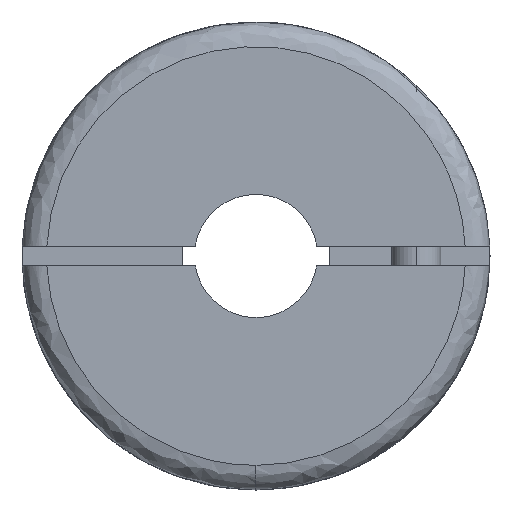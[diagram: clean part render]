
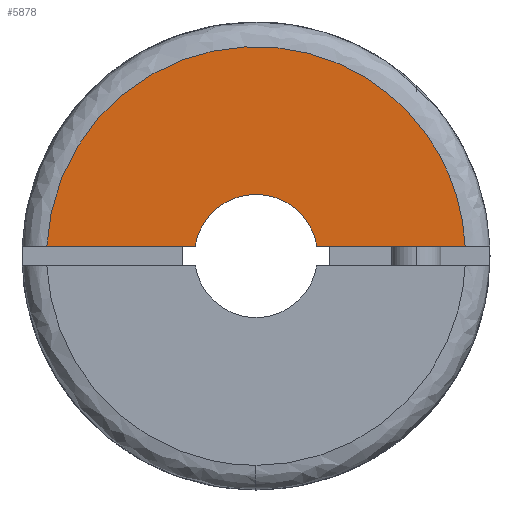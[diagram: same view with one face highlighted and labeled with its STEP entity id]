
A CAD part, left-side view. The second image highlights one B-rep face of the part: STEP entity #5878.
In plain terms, the highlighted planar face has unit normal (-1, 0, 0).
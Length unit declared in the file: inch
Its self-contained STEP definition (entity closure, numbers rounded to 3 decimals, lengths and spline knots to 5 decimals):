
#131 = CARTESIAN_POINT ( 'NONE',  ( 0., 0.37402, 0.01575 ) ) ;
#179 = LINE ( 'NONE', #4672, #1960 ) ;
#213 = ORIENTED_EDGE ( 'NONE', *, *, #2697, .T. ) ;
#753 = CIRCLE ( 'NONE', #5741, 0.09843 ) ;
#835 = CARTESIAN_POINT ( 'NONE',  ( 0., 0.33465, 0. ) ) ;
#923 = CARTESIAN_POINT ( 'NONE',  ( 0., 0., 0. ) ) ;
#951 = AXIS2_PLACEMENT_3D ( 'NONE', #3689, #3722, #2253 ) ;
#972 = LINE ( 'NONE', #131, #4748 ) ;
#1373 = DIRECTION ( 'NONE',  ( 1., 0., 0. ) ) ;
#1569 = CARTESIAN_POINT ( 'NONE',  ( 0., 0.09716, 0.01575 ) ) ;
#1960 = VECTOR ( 'NONE', #3264, 39.37008 ) ;
#2114 = FACE_OUTER_BOUND ( 'NONE', #2760, .T. ) ;
#2253 = DIRECTION ( 'NONE',  ( 0., 0., 1. ) ) ;
#2343 = ORIENTED_EDGE ( 'NONE', *, *, #2989, .T. ) ;
#2387 = ORIENTED_EDGE ( 'NONE', *, *, #5833, .F. ) ;
#2478 = VERTEX_POINT ( 'NONE', #1569 ) ;
#2669 = CARTESIAN_POINT ( 'NONE',  ( 0., -0.33427, 0.01575 ) ) ;
#2697 = EDGE_CURVE ( 'NONE', #5534, #3824, #3830, .T. ) ;
#2760 = EDGE_LOOP ( 'NONE', ( #2343, #213, #3875, #2387, #3674 ) ) ;
#2989 = EDGE_CURVE ( 'NONE', #2478, #5534, #753, .T. ) ;
#3080 = CARTESIAN_POINT ( 'NONE',  ( 0., 0.33427, 0.01575 ) ) ;
#3136 = CARTESIAN_POINT ( 'NONE',  ( 0., 0.30552, 0.62611 ) ) ;
#3191 = DIRECTION ( 'NONE',  ( 0., 0., 1. ) ) ;
#3264 = DIRECTION ( 'NONE',  ( 0., 1., 0. ) ) ;
#3669 = CARTESIAN_POINT ( 'NONE',  ( 0., -0.09716, 0.01575 ) ) ;
#3674 = ORIENTED_EDGE ( 'NONE', *, *, #4357, .F. ) ;
#3689 = CARTESIAN_POINT ( 'NONE',  ( 0., 0., 0. ) ) ;
#3722 = DIRECTION ( 'NONE',  ( 1., 0., 0. ) ) ;
#3824 = VERTEX_POINT ( 'NONE', #3669 ) ;
#3830 = CIRCLE ( 'NONE', #951, 0.09843 ) ;
#3875 = ORIENTED_EDGE ( 'NONE', *, *, #5206, .F. ) ;
#4020 = VERTEX_POINT ( 'NONE', #5728 ) ;
#4357 = EDGE_CURVE ( 'NONE', #2478, #5009, #179, .T. ) ;
#4569 = AXIS2_PLACEMENT_3D ( 'NONE', #835, #4907, #4933 ) ;
#4672 = CARTESIAN_POINT ( 'NONE',  ( 0., 0.37402, 0.01575 ) ) ;
#4748 = VECTOR ( 'NONE', #5585, 39.37008 ) ;
#4907 = DIRECTION ( 'NONE',  ( -1., 0., 0. ) ) ;
#4933 = DIRECTION ( 'NONE',  ( 0., 0., 1. ) ) ;
#5009 = VERTEX_POINT ( 'NONE', #5260 ) ;
#5206 = EDGE_CURVE ( 'NONE', #4020, #3824, #972, .T. ) ;
#5260 = CARTESIAN_POINT ( 'NONE',  ( 0., 0.33427, 0.01575 ) ) ;
#5338 = CARTESIAN_POINT ( 'NONE',  ( 0., 0., 0.09843 ) ) ;
#5364 = PLANE ( 'NONE',  #4569 ) ;
#5416 = CARTESIAN_POINT ( 'NONE',  ( 0., -0.30552, 0.62611 ) ) ;
#5534 = VERTEX_POINT ( 'NONE', #5338 ) ;
#5585 = DIRECTION ( 'NONE',  ( 0., 1., 0. ) ) ;
#5624 =( BOUNDED_CURVE ( )  B_SPLINE_CURVE ( 3, ( #3080, #3136, #5416, #2669 ),
 .UNSPECIFIED., .F., .T. ) 
 B_SPLINE_CURVE_WITH_KNOTS ( ( 4, 4 ),
 ( 0., 1. ),
 .UNSPECIFIED. ) 
 CURVE ( )  GEOMETRIC_REPRESENTATION_ITEM ( )  RATIONAL_B_SPLINE_CURVE ( ( 1., 0.365, 0.365, 1. ) ) 
 REPRESENTATION_ITEM ( '' )  );
#5728 = CARTESIAN_POINT ( 'NONE',  ( 0., -0.33427, 0.01575 ) ) ;
#5741 = AXIS2_PLACEMENT_3D ( 'NONE', #923, #1373, #3191 ) ;
#5833 = EDGE_CURVE ( 'NONE', #5009, #4020, #5624, .T. ) ;
#5878 = ADVANCED_FACE ( 'NONE', ( #2114 ), #5364, .T. ) ;
